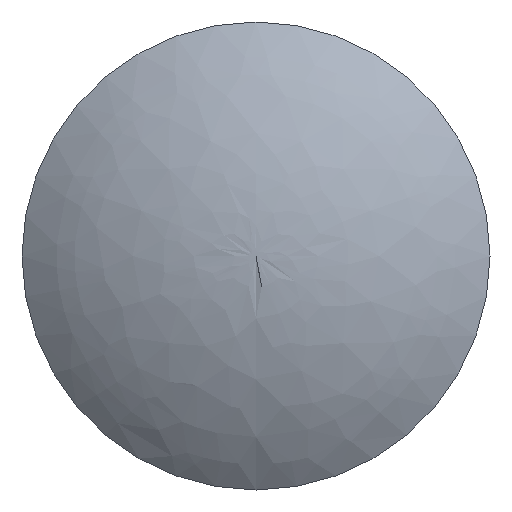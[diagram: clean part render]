
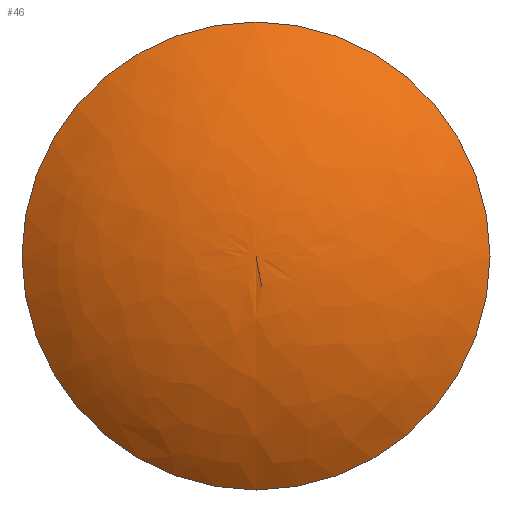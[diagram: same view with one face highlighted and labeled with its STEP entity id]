
A CAD part, left-side view. The second image highlights one B-rep face of the part: STEP entity #46.
In plain terms, the highlighted free-form (B-spline) face has degree [2, 2] with [3, 9] control points.
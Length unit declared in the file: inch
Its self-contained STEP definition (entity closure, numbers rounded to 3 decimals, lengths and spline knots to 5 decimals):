
#15=(
BOUNDED_SURFACE()
B_SPLINE_SURFACE(2,2,((#93,#94,#95,#96,#97,#98,#99,#100,#101),(#102,#103,
#104,#105,#106,#107,#108,#109,#110),(#111,#112,#113,#114,#115,#116,#117,
#118,#119)),.UNSPECIFIED.,.F.,.T.,.F.)
B_SPLINE_SURFACE_WITH_KNOTS((3,3),(3,2,2,2,3),(0.92926,1.57483),
(-3.14159,-1.5708,0.,1.5708,3.14159),
 .UNSPECIFIED.)
GEOMETRIC_REPRESENTATION_ITEM()
RATIONAL_B_SPLINE_SURFACE(((1.,0.707,1.,0.707,1.,
0.707,1.,0.707,1.),(0.948,0.671,
0.948,0.671,0.948,0.671,
0.948,0.671,0.948),(1.,0.707,
1.,0.707,1.,0.707,1.,0.707,1.)))
REPRESENTATION_ITEM('')
SURFACE()
);
#21=FACE_OUTER_BOUND('',#24,.T.);
#24=EDGE_LOOP('',(#40,#41,#42));
#26=CIRCLE('',#70,0.3937);
#27=CIRCLE('',#71,0.65349);
#29=VERTEX_POINT('',#90);
#30=VERTEX_POINT('',#120);
#32=EDGE_CURVE('',#29,#29,#26,.T.);
#34=EDGE_CURVE('',#30,#29,#27,.T.);
#40=ORIENTED_EDGE('',*,*,#34,.T.);
#41=ORIENTED_EDGE('',*,*,#32,.T.);
#42=ORIENTED_EDGE('',*,*,#34,.F.);
#46=ADVANCED_FACE('',(#21),#15,.F.);
#70=AXIS2_PLACEMENT_3D('',#91,#80,#81);
#71=AXIS2_PLACEMENT_3D('',#121,#83,#84);
#80=DIRECTION('center_axis',(-1.,0.,0.));
#81=DIRECTION('ref_axis',(0.,0.,1.));
#83=DIRECTION('center_axis',(0.,-1.,0.));
#84=DIRECTION('ref_axis',(0.,0.,-1.));
#90=CARTESIAN_POINT('',(-0.05512,0.,-0.3937));
#91=CARTESIAN_POINT('Origin',(-0.05512,0.,0.));
#93=CARTESIAN_POINT('Ctrl Pts',(-0.05512,0.,-0.3937));
#94=CARTESIAN_POINT('Ctrl Pts',(-0.05512,-0.3937,
-0.3937));
#95=CARTESIAN_POINT('Ctrl Pts',(-0.05512,-0.3937,
0.));
#96=CARTESIAN_POINT('Ctrl Pts',(-0.05512,-0.3937,
0.3937));
#97=CARTESIAN_POINT('Ctrl Pts',(-0.05512,0.,0.3937));
#98=CARTESIAN_POINT('Ctrl Pts',(-0.05512,0.3937,0.3937));
#99=CARTESIAN_POINT('Ctrl Pts',(-0.05512,0.3937,0.));
#100=CARTESIAN_POINT('Ctrl Pts',(-0.05512,0.3937,
-0.3937));
#101=CARTESIAN_POINT('Ctrl Pts',(-0.05512,0.,-0.3937));
#102=CARTESIAN_POINT('Ctrl Pts',(-0.18592,0.,-0.21858));
#103=CARTESIAN_POINT('Ctrl Pts',(-0.18592,-0.21858,
-0.21858));
#104=CARTESIAN_POINT('Ctrl Pts',(-0.18592,-0.21858,
0.));
#105=CARTESIAN_POINT('Ctrl Pts',(-0.18592,-0.21858,
0.21858));
#106=CARTESIAN_POINT('Ctrl Pts',(-0.18592,0.,0.21858));
#107=CARTESIAN_POINT('Ctrl Pts',(-0.18592,0.21858,0.21858));
#108=CARTESIAN_POINT('Ctrl Pts',(-0.18592,0.21858,0.));
#109=CARTESIAN_POINT('Ctrl Pts',(-0.18592,0.21858,-0.21858));
#110=CARTESIAN_POINT('Ctrl Pts',(-0.18592,0.,-0.21858));
#111=CARTESIAN_POINT('Ctrl Pts',(-0.18504,0.,0.));
#112=CARTESIAN_POINT('Ctrl Pts',(-0.18504,0.,
0.));
#113=CARTESIAN_POINT('Ctrl Pts',(-0.18504,0.,
0.));
#114=CARTESIAN_POINT('Ctrl Pts',(-0.18504,0.,
0.));
#115=CARTESIAN_POINT('Ctrl Pts',(-0.18504,0.,0.));
#116=CARTESIAN_POINT('Ctrl Pts',(-0.18504,0.,
0.));
#117=CARTESIAN_POINT('Ctrl Pts',(-0.18504,0.,
0.));
#118=CARTESIAN_POINT('Ctrl Pts',(-0.18504,0.,
0.));
#119=CARTESIAN_POINT('Ctrl Pts',(-0.18504,0.,0.));
#120=CARTESIAN_POINT('',(-0.18504,0.,0.));
#121=CARTESIAN_POINT('Origin',(0.46844,0.,
-0.00264));
